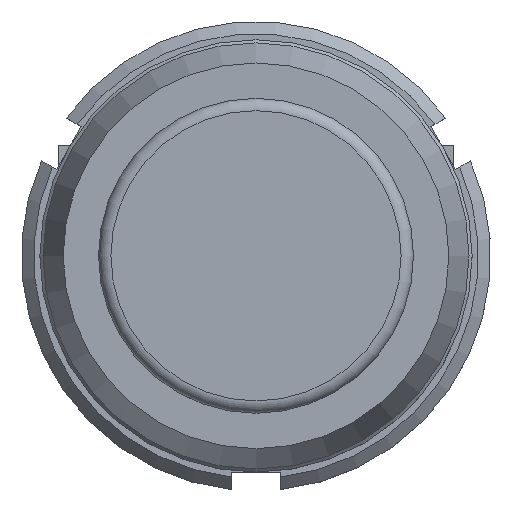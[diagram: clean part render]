
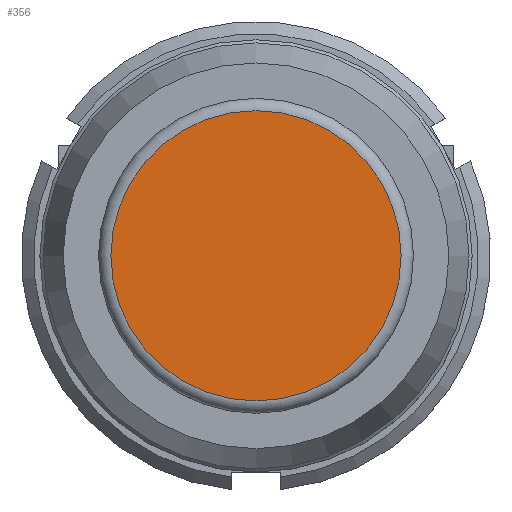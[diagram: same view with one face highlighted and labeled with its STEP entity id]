
A CAD part, top view. The second image highlights one B-rep face of the part: STEP entity #356.
In plain terms, the highlighted planar face has unit normal (0, 0, 1).
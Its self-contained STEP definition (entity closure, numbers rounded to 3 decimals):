
#333=CARTESIAN_POINT('',(11.75,0.0,74.5));
#334=VERTEX_POINT('',#333);
#335=CARTESIAN_POINT('',(0.0,0.0,74.5));
#336=DIRECTION('',(0.0,0.0,1.0));
#337=DIRECTION('',(1.0,0.0,0.0));
#338=AXIS2_PLACEMENT_3D('',#335,#336,#337);
#339=CIRCLE('',#338,11.75);
#340=EDGE_CURVE('',#334,#334,#339,.T.);
#348=CARTESIAN_POINT('',(5.875,0.0,74.5));
#349=DIRECTION('',(0.0,0.0,1.0));
#350=DIRECTION('',(1.0,0.0,0.0));
#351=AXIS2_PLACEMENT_3D('',#348,#349,#350);
#352=PLANE('',#351);
#353=ORIENTED_EDGE('',*,*,#340,.T.);
#354=EDGE_LOOP('',(#353));
#355=FACE_OUTER_BOUND('',#354,.T.);
#356=ADVANCED_FACE('',(#355),#352,.T.);
